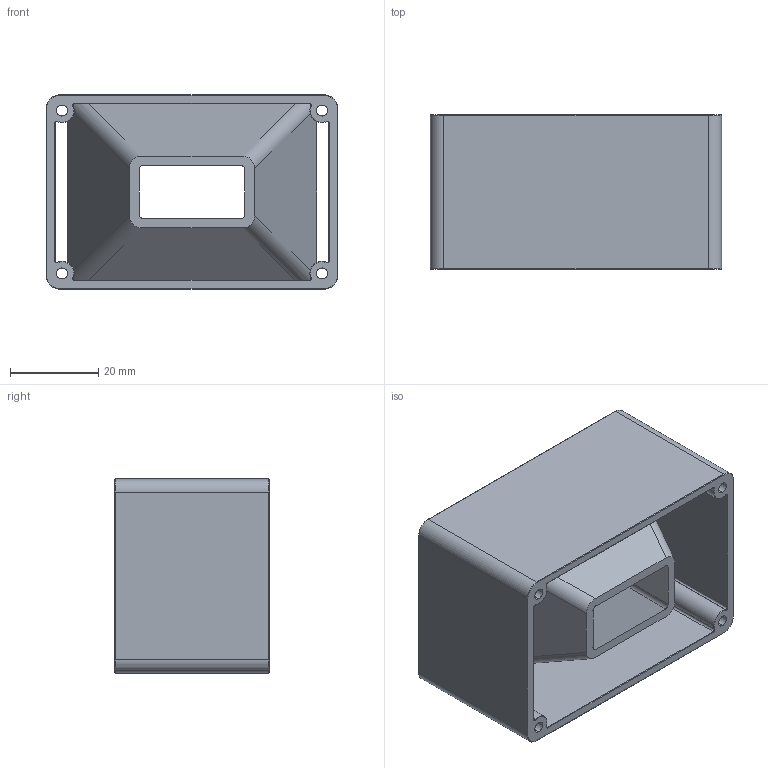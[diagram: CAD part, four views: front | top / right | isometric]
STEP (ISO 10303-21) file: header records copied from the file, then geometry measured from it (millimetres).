
FILE_DESCRIPTION (( 'STEP AP203' ), '1' );
Length unit declared in the file: millimetre
Products named in the file (1): Cone
Bounding box: 66 x 35 x 44 mm (x, y, z)
Volume: 25735.7 mm3; surface area: 25737.4 mm2
Topology: 1 solids, 1 shells, 115 faces, 298 edges, 184 vertices
Faces by surface type: plane 43, cone 36, cylinder 36
Entity records: 3665 total; most frequent: CARTESIAN_POINT 778, ORIENTED_EDGE 596, DIRECTION 590, EDGE_CURVE 298, AXIS2_PLACEMENT_3D 212, VERTEX_POINT 184, VECTOR 166, LINE 166
